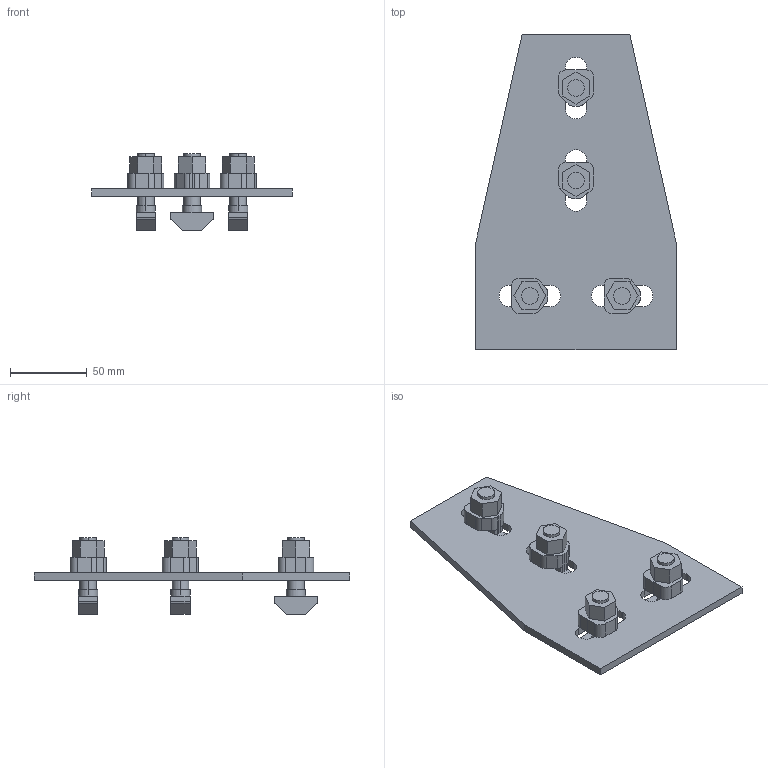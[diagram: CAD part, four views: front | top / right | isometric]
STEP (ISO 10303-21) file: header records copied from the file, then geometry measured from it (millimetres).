
FILE_DESCRIPTION (( 'STEP AP214' ), '1' );
FILE_NAME ('R954-120.STEP', '2024-06-18T10:41:42', ( '' ), ( '' ), 'SwSTEP 2.0', 'SolidWorks 2024', '' );
FILE_SCHEMA (( 'AUTOMOTIVE_DESIGN' ));
Length unit declared in the file: millimetre
Products named in the file (3): R951-510; R954-120
Assembly tree (5 placements, depth 2):
  R954-120
    R954-120
    R951-510  x4
Bounding box: 130 x 205 x 50 mm (x, y, z)
Volume: 153789.2 mm3; surface area: 66479.9 mm2
Topology: 5 solids, 5 shells, 292 faces, 734 edges, 472 vertices
Faces by surface type: plane 208, cylinder 84
Entity records: 2980 total; most frequent: CARTESIAN_POINT 513, DIRECTION 508, ORIENTED_EDGE 484, EDGE_CURVE 242, LINE 172, VECTOR 172, AXIS2_PLACEMENT_3D 168, VERTEX_POINT 157
